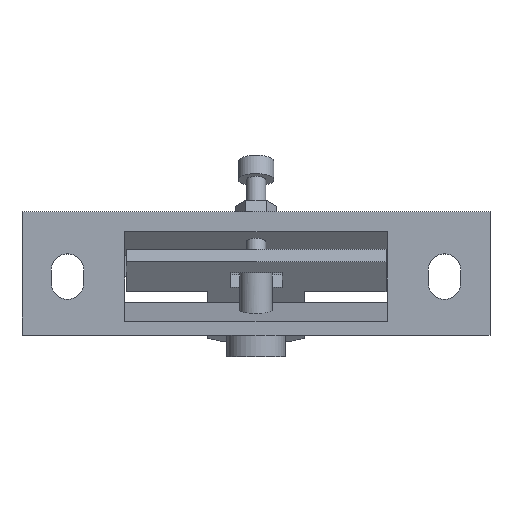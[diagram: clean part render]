
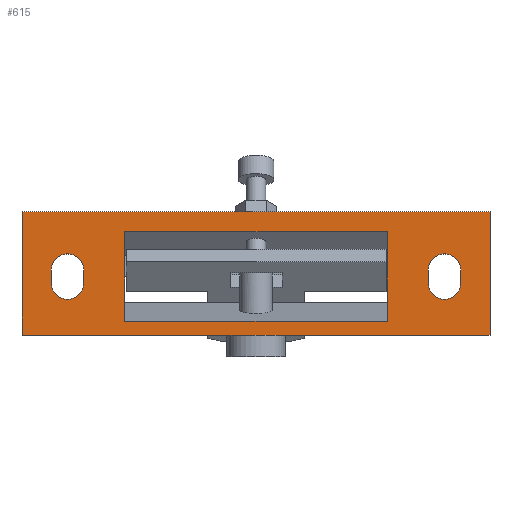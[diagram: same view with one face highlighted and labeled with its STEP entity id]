
A CAD part, top view. The second image highlights one B-rep face of the part: STEP entity #615.
In plain terms, the highlighted planar face has unit normal (0, 0, 1).
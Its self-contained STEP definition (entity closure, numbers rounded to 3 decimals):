
#68 = VECTOR ( 'NONE', #1661, 1000. ) ;
#70 = VECTOR ( 'NONE', #1667, 1000. ) ;
#74 = AXIS2_PLACEMENT_3D ( 'NONE', #1634, #1680, #1681 ) ;
#78 = VECTOR ( 'NONE', #1691, 1000. ) ;
#79 = AXIS2_PLACEMENT_3D ( 'NONE', #1682, #1698, #1699 ) ;
#82 = VECTOR ( 'NONE', #1703, 1000. ) ;
#84 = VECTOR ( 'NONE', #1709, 1000. ) ;
#86 = VECTOR ( 'NONE', #1715, 1000. ) ;
#88 = VECTOR ( 'NONE', #1721, 1000. ) ;
#90 = VECTOR ( 'NONE', #1727, 1000. ) ;
#93 = VECTOR ( 'NONE', #1736, 1000. ) ;
#96 = VECTOR ( 'NONE', #1745, 1000. ) ;
#99 = VECTOR ( 'NONE', #1754, 1000. ) ;
#100 = AXIS2_PLACEMENT_3D ( 'NONE', #1776, #1777, #1778 ) ;
#103 = AXIS2_PLACEMENT_3D ( 'NONE', #1700, #1764, #1765 ) ;
#104 = VECTOR ( 'NONE', #1763, 1000. ) ;
#204 = FACE_BOUND ( 'NONE', #1095, .T. ) ;
#207 = AXIS2_PLACEMENT_3D ( 'NONE', #1935, #1936, #1937 ) ;
#209 = FACE_BOUND ( 'NONE', #1096, .T. ) ;
#211 = FACE_BOUND ( 'NONE', #1097, .T. ) ;
#213 = FACE_OUTER_BOUND ( 'NONE', #1098, .T. ) ;
#475 = CIRCLE ( 'NONE', #100, 2.5 ) ;
#476 = CIRCLE ( 'NONE', #103, 2.5 ) ;
#477 = CIRCLE ( 'NONE', #79, 2.5 ) ;
#478 = CIRCLE ( 'NONE', #74, 2.5 ) ;
#532 = EDGE_CURVE ( 'NONE', #1220, #1219, #1659, .T. ) ;
#534 = EDGE_CURVE ( 'NONE', #1219, #1217, #1665, .T. ) ;
#539 = EDGE_CURVE ( 'NONE', #1214, #1213, #478, .T. ) ;
#542 = EDGE_CURVE ( 'NONE', #1213, #1211, #1689, .T. ) ;
#545 = EDGE_CURVE ( 'NONE', #1211, #1210, #477, .T. ) ;
#546 = EDGE_CURVE ( 'NONE', #1210, #1214, #1701, .T. ) ;
#548 = EDGE_CURVE ( 'NONE', #1208, #1207, #1707, .T. ) ;
#550 = EDGE_CURVE ( 'NONE', #1207, #1206, #1713, .T. ) ;
#552 = EDGE_CURVE ( 'NONE', #1206, #1204, #1719, .T. ) ;
#554 = EDGE_CURVE ( 'NONE', #1204, #1208, #1725, .T. ) ;
#557 = EDGE_CURVE ( 'NONE', #1198, #1220, #1734, .T. ) ;
#560 = EDGE_CURVE ( 'NONE', #1217, #1198, #1743, .T. ) ;
#563 = EDGE_CURVE ( 'NONE', #1194, #1192, #1752, .T. ) ;
#566 = EDGE_CURVE ( 'NONE', #1188, #1190, #1761, .T. ) ;
#567 = EDGE_CURVE ( 'NONE', #1192, #1190, #476, .T. ) ;
#571 = EDGE_CURVE ( 'NONE', #1188, #1194, #475, .T. ) ;
#615 = ADVANCED_FACE ( 'NONE', ( #204, #209, #211, #213 ), #1934, .F. ) ;
#1095 = EDGE_LOOP ( 'NONE', ( #1279, #1283, #1284, #1278 ) ) ;
#1096 = EDGE_LOOP ( 'NONE', ( #1287, #1288, #1289, #1285 ) ) ;
#1097 = EDGE_LOOP ( 'NONE', ( #1294, #1295, #1293, #1310 ) ) ;
#1098 = EDGE_LOOP ( 'NONE', ( #1308, #1307, #1306, #1309 ) ) ;
#1188 = VERTEX_POINT ( 'NONE', #2933 ) ;
#1190 = VERTEX_POINT ( 'NONE', #2935 ) ;
#1192 = VERTEX_POINT ( 'NONE', #2937 ) ;
#1194 = VERTEX_POINT ( 'NONE', #2939 ) ;
#1198 = VERTEX_POINT ( 'NONE', #2943 ) ;
#1204 = VERTEX_POINT ( 'NONE', #2949 ) ;
#1206 = VERTEX_POINT ( 'NONE', #2951 ) ;
#1207 = VERTEX_POINT ( 'NONE', #2952 ) ;
#1208 = VERTEX_POINT ( 'NONE', #2953 ) ;
#1210 = VERTEX_POINT ( 'NONE', #2955 ) ;
#1211 = VERTEX_POINT ( 'NONE', #2956 ) ;
#1213 = VERTEX_POINT ( 'NONE', #2958 ) ;
#1214 = VERTEX_POINT ( 'NONE', #2959 ) ;
#1217 = VERTEX_POINT ( 'NONE', #2962 ) ;
#1219 = VERTEX_POINT ( 'NONE', #2964 ) ;
#1220 = VERTEX_POINT ( 'NONE', #2965 ) ;
#1278 = ORIENTED_EDGE ( 'NONE', *, *, #554, .F. ) ;
#1279 = ORIENTED_EDGE ( 'NONE', *, *, #552, .F. ) ;
#1283 = ORIENTED_EDGE ( 'NONE', *, *, #550, .F. ) ;
#1284 = ORIENTED_EDGE ( 'NONE', *, *, #548, .F. ) ;
#1285 = ORIENTED_EDGE ( 'NONE', *, *, #546, .F. ) ;
#1287 = ORIENTED_EDGE ( 'NONE', *, *, #545, .F. ) ;
#1288 = ORIENTED_EDGE ( 'NONE', *, *, #542, .F. ) ;
#1289 = ORIENTED_EDGE ( 'NONE', *, *, #539, .F. ) ;
#1293 = ORIENTED_EDGE ( 'NONE', *, *, #566, .T. ) ;
#1294 = ORIENTED_EDGE ( 'NONE', *, *, #563, .F. ) ;
#1295 = ORIENTED_EDGE ( 'NONE', *, *, #571, .F. ) ;
#1306 = ORIENTED_EDGE ( 'NONE', *, *, #560, .F. ) ;
#1307 = ORIENTED_EDGE ( 'NONE', *, *, #557, .F. ) ;
#1308 = ORIENTED_EDGE ( 'NONE', *, *, #532, .F. ) ;
#1309 = ORIENTED_EDGE ( 'NONE', *, *, #534, .F. ) ;
#1310 = ORIENTED_EDGE ( 'NONE', *, *, #567, .F. ) ;
#1634 = CARTESIAN_POINT ( 'NONE',  ( -29., -1., 12.6 ) ) ;
#1659 = LINE ( 'NONE', #1660, #68 ) ;
#1660 = CARTESIAN_POINT ( 'NONE',  ( -36., 0.5, 12.6 ) ) ;
#1661 = DIRECTION ( 'NONE',  ( 0., 1., 0. ) ) ;
#1665 = LINE ( 'NONE', #1666, #70 ) ;
#1666 = CARTESIAN_POINT ( 'NONE',  ( 0., 10., 12.6 ) ) ;
#1667 = DIRECTION ( 'NONE',  ( 1., 0., 0. ) ) ;
#1680 = DIRECTION ( 'NONE',  ( 0., 0., 1. ) ) ;
#1681 = DIRECTION ( 'NONE',  ( -1., 0., 0. ) ) ;
#1682 = CARTESIAN_POINT ( 'NONE',  ( -29., 1., 12.6 ) ) ;
#1689 = LINE ( 'NONE', #1690, #78 ) ;
#1690 = CARTESIAN_POINT ( 'NONE',  ( -26.5, 0.5, 12.6 ) ) ;
#1691 = DIRECTION ( 'NONE',  ( 0., 1., 0. ) ) ;
#1698 = DIRECTION ( 'NONE',  ( 0., 0., 1. ) ) ;
#1699 = DIRECTION ( 'NONE',  ( -1., 0., 0. ) ) ;
#1700 = CARTESIAN_POINT ( 'NONE',  ( 29., -1., 12.6 ) ) ;
#1701 = LINE ( 'NONE', #1702, #82 ) ;
#1702 = CARTESIAN_POINT ( 'NONE',  ( -31.5, 0.5, 12.6 ) ) ;
#1703 = DIRECTION ( 'NONE',  ( 0., -1., 0. ) ) ;
#1707 = LINE ( 'NONE', #1708, #84 ) ;
#1708 = CARTESIAN_POINT ( 'NONE',  ( 0., -6.9, 12.6 ) ) ;
#1709 = DIRECTION ( 'NONE',  ( 1., 0., 0. ) ) ;
#1713 = LINE ( 'NONE', #1714, #86 ) ;
#1714 = CARTESIAN_POINT ( 'NONE',  ( 20.2, 0.5, 12.6 ) ) ;
#1715 = DIRECTION ( 'NONE',  ( 0., 1., 0. ) ) ;
#1719 = LINE ( 'NONE', #1720, #88 ) ;
#1720 = CARTESIAN_POINT ( 'NONE',  ( 0., 6.928, 12.6 ) ) ;
#1721 = DIRECTION ( 'NONE',  ( -1., 0., 0. ) ) ;
#1725 = LINE ( 'NONE', #1726, #90 ) ;
#1726 = CARTESIAN_POINT ( 'NONE',  ( -20.2, 0.5, 12.6 ) ) ;
#1727 = DIRECTION ( 'NONE',  ( 0., -1., 0. ) ) ;
#1734 = LINE ( 'NONE', #1735, #93 ) ;
#1735 = CARTESIAN_POINT ( 'NONE',  ( 0., -9., 12.6 ) ) ;
#1736 = DIRECTION ( 'NONE',  ( -1., 0., 0. ) ) ;
#1743 = LINE ( 'NONE', #1744, #96 ) ;
#1744 = CARTESIAN_POINT ( 'NONE',  ( 36., 0.5, 12.6 ) ) ;
#1745 = DIRECTION ( 'NONE',  ( 0., -1., 0. ) ) ;
#1752 = LINE ( 'NONE', #1753, #99 ) ;
#1753 = CARTESIAN_POINT ( 'NONE',  ( 26.5, 0.5, 12.6 ) ) ;
#1754 = DIRECTION ( 'NONE',  ( 0., -1., 0. ) ) ;
#1761 = LINE ( 'NONE', #1762, #104 ) ;
#1762 = CARTESIAN_POINT ( 'NONE',  ( 31.5, 0., 12.6 ) ) ;
#1763 = DIRECTION ( 'NONE',  ( 0., -1., 0. ) ) ;
#1764 = DIRECTION ( 'NONE',  ( 0., 0., 1. ) ) ;
#1765 = DIRECTION ( 'NONE',  ( -1., 0., 0. ) ) ;
#1776 = CARTESIAN_POINT ( 'NONE',  ( 29., 1., 12.6 ) ) ;
#1777 = DIRECTION ( 'NONE',  ( 0., 0., 1. ) ) ;
#1778 = DIRECTION ( 'NONE',  ( -1., 0., 0. ) ) ;
#1934 = PLANE ( 'NONE',  #207 ) ;
#1935 = CARTESIAN_POINT ( 'NONE',  ( -36., -9., 12.6 ) ) ;
#1936 = DIRECTION ( 'NONE',  ( 0., 0., -1. ) ) ;
#1937 = DIRECTION ( 'NONE',  ( 0., 1., 0. ) ) ;
#2933 = CARTESIAN_POINT ( 'NONE',  ( 31.5, 1., 12.6 ) ) ;
#2935 = CARTESIAN_POINT ( 'NONE',  ( 31.5, -1., 12.6 ) ) ;
#2937 = CARTESIAN_POINT ( 'NONE',  ( 26.5, -1., 12.6 ) ) ;
#2939 = CARTESIAN_POINT ( 'NONE',  ( 26.5, 1., 12.6 ) ) ;
#2943 = CARTESIAN_POINT ( 'NONE',  ( 36., -9., 12.6 ) ) ;
#2949 = CARTESIAN_POINT ( 'NONE',  ( -20.2, 6.928, 12.6 ) ) ;
#2951 = CARTESIAN_POINT ( 'NONE',  ( 20.2, 6.928, 12.6 ) ) ;
#2952 = CARTESIAN_POINT ( 'NONE',  ( 20.2, -6.9, 12.6 ) ) ;
#2953 = CARTESIAN_POINT ( 'NONE',  ( -20.2, -6.9, 12.6 ) ) ;
#2955 = CARTESIAN_POINT ( 'NONE',  ( -31.5, 1., 12.6 ) ) ;
#2956 = CARTESIAN_POINT ( 'NONE',  ( -26.5, 1., 12.6 ) ) ;
#2958 = CARTESIAN_POINT ( 'NONE',  ( -26.5, -1., 12.6 ) ) ;
#2959 = CARTESIAN_POINT ( 'NONE',  ( -31.5, -1., 12.6 ) ) ;
#2962 = CARTESIAN_POINT ( 'NONE',  ( 36., 10., 12.6 ) ) ;
#2964 = CARTESIAN_POINT ( 'NONE',  ( -36., 10., 12.6 ) ) ;
#2965 = CARTESIAN_POINT ( 'NONE',  ( -36., -9., 12.6 ) ) ;
